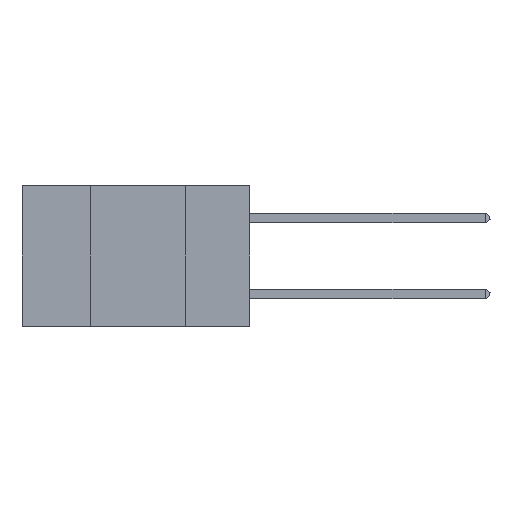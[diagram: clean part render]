
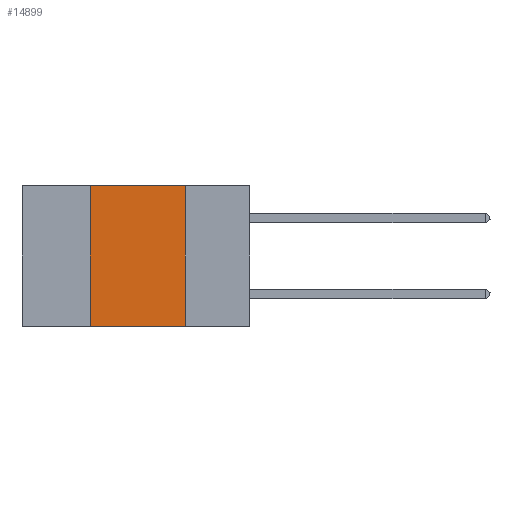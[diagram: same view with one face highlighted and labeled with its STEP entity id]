
A CAD part, left-side view. The second image highlights one B-rep face of the part: STEP entity #14899.
In plain terms, the highlighted planar face has unit normal (-1, 0, 0).
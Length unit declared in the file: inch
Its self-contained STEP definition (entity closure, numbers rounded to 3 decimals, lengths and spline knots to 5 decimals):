
#795 = AXIS2_PLACEMENT_3D ( 'NONE', #38315, #23043, #2643 ) ;
#1534 = EDGE_CURVE ( 'NONE', #24545, #3069, #12308, .T. ) ;
#2643 = DIRECTION ( 'NONE',  ( 0., 0., -1. ) ) ;
#3069 = VERTEX_POINT ( 'NONE', #20518 ) ;
#4100 = DIRECTION ( 'NONE',  ( 0., -1., 0. ) ) ;
#5448 = PLANE ( 'NONE',  #795 ) ;
#6172 = DIRECTION ( 'NONE',  ( 0., -1., 0. ) ) ;
#8075 = VERTEX_POINT ( 'NONE', #33501 ) ;
#10006 = VECTOR ( 'NONE', #18342, 39.37008 ) ;
#12091 = VECTOR ( 'NONE', #4100, 39.37008 ) ;
#12308 = LINE ( 'NONE', #36110, #10006 ) ;
#12549 = ORIENTED_EDGE ( 'NONE', *, *, #16863, .F. ) ;
#14656 = ORIENTED_EDGE ( 'NONE', *, *, #31582, .F. ) ;
#14899 = ADVANCED_FACE ( 'NONE', ( #22986 ), #5448, .F. ) ;
#16399 = CARTESIAN_POINT ( 'NONE',  ( 0., 0.6, -0.37 ) ) ;
#16863 = EDGE_CURVE ( 'NONE', #3069, #8075, #28452, .T. ) ;
#18342 = DIRECTION ( 'NONE',  ( 0., 0., 1. ) ) ;
#18772 = ORIENTED_EDGE ( 'NONE', *, *, #25797, .T. ) ;
#19349 = EDGE_LOOP ( 'NONE', ( #14656, #12549, #21928, #18772 ) ) ;
#19583 = LINE ( 'NONE', #27067, #26599 ) ;
#20518 = CARTESIAN_POINT ( 'NONE',  ( 0., 0.42, 0. ) ) ;
#20801 = DIRECTION ( 'NONE',  ( 0., 0., -1. ) ) ;
#21169 = CARTESIAN_POINT ( 'NONE',  ( 0., 0.6, 0. ) ) ;
#21821 = LINE ( 'NONE', #16399, #12091 ) ;
#21928 = ORIENTED_EDGE ( 'NONE', *, *, #1534, .F. ) ;
#22361 = CARTESIAN_POINT ( 'NONE',  ( 0., 0.42, -0.37 ) ) ;
#22986 = FACE_OUTER_BOUND ( 'NONE', #19349, .T. ) ;
#23043 = DIRECTION ( 'NONE',  ( 1., 0., 0. ) ) ;
#23199 = VERTEX_POINT ( 'NONE', #38084 ) ;
#24545 = VERTEX_POINT ( 'NONE', #22361 ) ;
#25797 = EDGE_CURVE ( 'NONE', #24545, #23199, #21821, .T. ) ;
#26599 = VECTOR ( 'NONE', #20801, 39.37008 ) ;
#27067 = CARTESIAN_POINT ( 'NONE',  ( 0., 0.17, 0. ) ) ;
#28452 = LINE ( 'NONE', #21169, #36314 ) ;
#31582 = EDGE_CURVE ( 'NONE', #8075, #23199, #19583, .T. ) ;
#33501 = CARTESIAN_POINT ( 'NONE',  ( 0., 0.17, 0. ) ) ;
#36110 = CARTESIAN_POINT ( 'NONE',  ( 0., 0.42, 0. ) ) ;
#36314 = VECTOR ( 'NONE', #6172, 39.37008 ) ;
#38084 = CARTESIAN_POINT ( 'NONE',  ( 0., 0.17, -0.37 ) ) ;
#38315 = CARTESIAN_POINT ( 'NONE',  ( 0., 0.6, 0. ) ) ;
